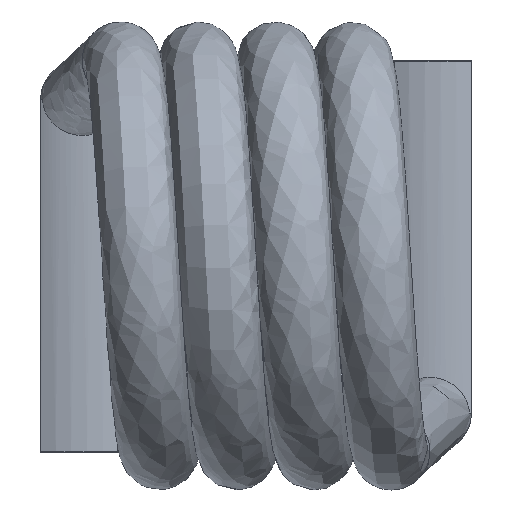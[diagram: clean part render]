
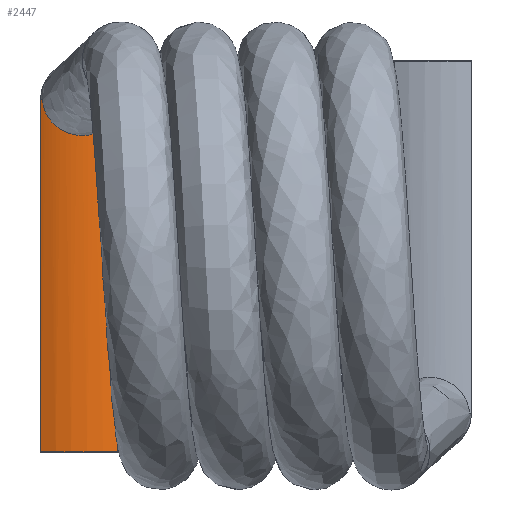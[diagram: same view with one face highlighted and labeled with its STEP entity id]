
A CAD part, top view. The second image highlights one B-rep face of the part: STEP entity #2447.
In plain terms, the highlighted cylindrical face has radius 1.354 mm (diameter 2.709 mm), a partial arc.
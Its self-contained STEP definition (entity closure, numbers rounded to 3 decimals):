
#2068 = EDGE_CURVE('',#2069,#2071,#2073,.T.);
#2069 = VERTEX_POINT('',#2070);
#2070 = CARTESIAN_POINT('',(-1.93,2.051,0.702));
#2071 = VERTEX_POINT('',#2072);
#2072 = CARTESIAN_POINT('',(-2.983,2.19,0.714));
#2073 = B_SPLINE_CURVE_WITH_KNOTS('',7,(#2074,#2075,#2076,#2077,#2078,
#2079,#2080,#2081,#2082,#2083,#2084,#2085,#2086,#2087,#2088,#2089,
#2090,#2091,#2092,#2093,#2094,#2095,#2096,#2097,#2098,#2099,#2100,
#2101,#2102,#2103,#2104,#2105),.UNSPECIFIED.,.F.,.F.,(8,6,6,6,6,8),(
0.,0.266,0.43,0.589,0.745,1.),
.UNSPECIFIED.);
#2074 = CARTESIAN_POINT('',(-1.93,2.051,0.702));
#2075 = CARTESIAN_POINT('',(-1.946,1.998,
0.709));
#2076 = CARTESIAN_POINT('',(-1.968,1.948,
0.718));
#2077 = CARTESIAN_POINT('',(-1.996,1.901,
0.729));
#2078 = CARTESIAN_POINT('',(-2.03,1.857,
0.742));
#2079 = CARTESIAN_POINT('',(-2.069,1.818,
0.755));
#2080 = CARTESIAN_POINT('',(-2.114,1.785,
0.768));
#2081 = CARTESIAN_POINT('',(-2.192,1.74,
0.786));
#2082 = CARTESIAN_POINT('',(-2.223,1.726,0.792
));
#2083 = CARTESIAN_POINT('',(-2.256,1.713,
0.798));
#2084 = CARTESIAN_POINT('',(-2.29,1.704,0.803
));
#2085 = CARTESIAN_POINT('',(-2.325,1.696,0.807
));
#2086 = CARTESIAN_POINT('',(-2.36,1.692,
0.81));
#2087 = CARTESIAN_POINT('',(-2.43,1.688,
0.814));
#2088 = CARTESIAN_POINT('',(-2.465,1.689,
0.815));
#2089 = CARTESIAN_POINT('',(-2.5,1.692,
0.815));
#2090 = CARTESIAN_POINT('',(-2.535,1.698,
0.814));
#2091 = CARTESIAN_POINT('',(-2.569,1.706,
0.811));
#2092 = CARTESIAN_POINT('',(-2.603,1.716,
0.808));
#2093 = CARTESIAN_POINT('',(-2.667,1.741,0.8
));
#2094 = CARTESIAN_POINT('',(-2.698,1.756,
0.796));
#2095 = CARTESIAN_POINT('',(-2.728,1.772,
0.79));
#2096 = CARTESIAN_POINT('',(-2.756,1.791,
0.784));
#2097 = CARTESIAN_POINT('',(-2.783,1.811,
0.778));
#2098 = CARTESIAN_POINT('',(-2.808,1.833,0.772
));
#2099 = CARTESIAN_POINT('',(-2.87,1.894,
0.754));
#2100 = CARTESIAN_POINT('',(-2.904,1.937,
0.744));
#2101 = CARTESIAN_POINT('',(-2.932,1.983,
0.734));
#2102 = CARTESIAN_POINT('',(-2.955,2.032,
0.725));
#2103 = CARTESIAN_POINT('',(-2.971,2.084,0.718
));
#2104 = CARTESIAN_POINT('',(-2.98,2.137,
0.715));
#2105 = CARTESIAN_POINT('',(-2.983,2.19,0.714));
#2447 = ADVANCED_FACE('',(#2448),#2483,.T.);
#2448 = FACE_BOUND('',#2449,.F.);
#2449 = EDGE_LOOP('',(#2450,#2451,#2459,#2468,#2476));
#2450 = ORIENTED_EDGE('',*,*,#2068,.F.);
#2451 = ORIENTED_EDGE('',*,*,#2452,.T.);
#2452 = EDGE_CURVE('',#2069,#2453,#2455,.T.);
#2453 = VERTEX_POINT('',#2454);
#2454 = CARTESIAN_POINT('',(-1.93,-2.73,0.702));
#2455 = LINE('',#2456,#2457);
#2456 = CARTESIAN_POINT('',(-1.93,2.19,0.702));
#2457 = VECTOR('',#2458,1.);
#2458 = DIRECTION('',(0.,-1.,0.));
#2459 = ORIENTED_EDGE('',*,*,#2460,.T.);
#2460 = EDGE_CURVE('',#2453,#2461,#2463,.T.);
#2461 = VERTEX_POINT('',#2462);
#2462 = CARTESIAN_POINT('',(-3.01,-2.73,0.702));
#2463 = CIRCLE('',#2464,1.354);
#2464 = AXIS2_PLACEMENT_3D('',#2465,#2466,#2467);
#2465 = CARTESIAN_POINT('',(-2.47,-2.73,-0.54));
#2466 = DIRECTION('',(0.,-1.,0.));
#2467 = DIRECTION('',(0.399,0.,0.917));
#2468 = ORIENTED_EDGE('',*,*,#2469,.F.);
#2469 = EDGE_CURVE('',#2470,#2461,#2472,.T.);
#2470 = VERTEX_POINT('',#2471);
#2471 = CARTESIAN_POINT('',(-3.01,2.19,0.702));
#2472 = LINE('',#2473,#2474);
#2473 = CARTESIAN_POINT('',(-3.01,2.19,0.702));
#2474 = VECTOR('',#2475,1.);
#2475 = DIRECTION('',(0.,-1.,0.));
#2476 = ORIENTED_EDGE('',*,*,#2477,.F.);
#2477 = EDGE_CURVE('',#2071,#2470,#2478,.T.);
#2478 = CIRCLE('',#2479,1.354);
#2479 = AXIS2_PLACEMENT_3D('',#2480,#2481,#2482);
#2480 = CARTESIAN_POINT('',(-2.47,2.19,-0.54));
#2481 = DIRECTION('',(0.,-1.,0.));
#2482 = DIRECTION('',(0.399,0.,0.917));
#2483 = CYLINDRICAL_SURFACE('',#2484,1.354);
#2484 = AXIS2_PLACEMENT_3D('',#2485,#2486,#2487);
#2485 = CARTESIAN_POINT('',(-2.47,2.19,-0.54));
#2486 = DIRECTION('',(-0.,1.,-0.));
#2487 = DIRECTION('',(0.399,0.,0.917));
